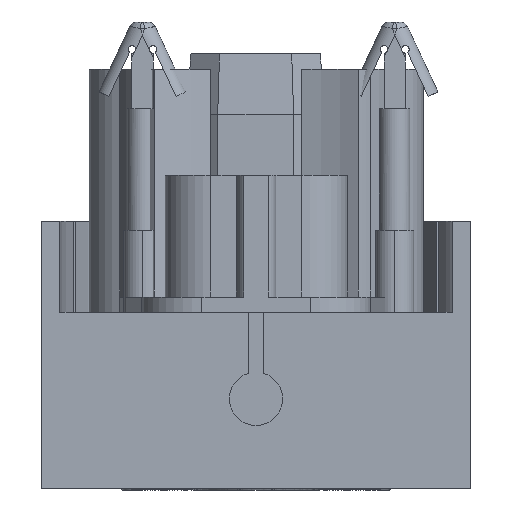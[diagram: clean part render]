
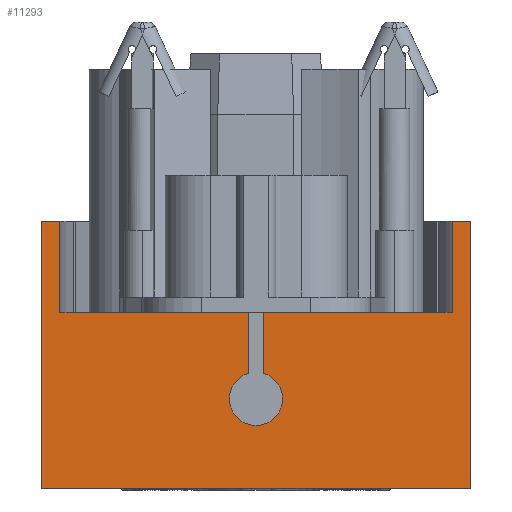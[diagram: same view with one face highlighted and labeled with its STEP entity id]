
A CAD part, front view. The second image highlights one B-rep face of the part: STEP entity #11293.
In plain terms, the highlighted planar face has unit normal (0, -1, 0).
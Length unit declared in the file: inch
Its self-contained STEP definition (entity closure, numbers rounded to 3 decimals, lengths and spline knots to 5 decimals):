
#58 = CARTESIAN_POINT ( 'NONE',  ( -0.55512, 0., 0.69291 ) ) ;
#171 = CARTESIAN_POINT ( 'NONE',  ( 0.55512, 0., 0.69291 ) ) ;
#184 = DIRECTION ( 'NONE',  ( 0., -1., 0. ) ) ;
#194 = DIRECTION ( 'NONE',  ( -1., 0., 0. ) ) ;
#339 = CARTESIAN_POINT ( 'NONE',  ( -0.50787, 0., 0.45669 ) ) ;
#711 = VERTEX_POINT ( 'NONE', #4415 ) ;
#757 = ORIENTED_EDGE ( 'NONE', *, *, #10080, .F. ) ;
#767 = LINE ( 'NONE', #10715, #8623 ) ;
#813 = VECTOR ( 'NONE', #1343, 39.37008 ) ;
#949 = VERTEX_POINT ( 'NONE', #9059 ) ;
#1123 = LINE ( 'NONE', #2295, #813 ) ;
#1179 = LINE ( 'NONE', #11347, #3555 ) ;
#1235 = EDGE_CURVE ( 'NONE', #7178, #711, #4485, .T. ) ;
#1242 = ORIENTED_EDGE ( 'NONE', *, *, #1235, .T. ) ;
#1271 = PLANE ( 'NONE',  #4763 ) ;
#1343 = DIRECTION ( 'NONE',  ( 0., 0., 1. ) ) ;
#1395 = DIRECTION ( 'NONE',  ( 0., 0., 1. ) ) ;
#1486 = LINE ( 'NONE', #2119, #5062 ) ;
#1593 = EDGE_CURVE ( 'NONE', #8437, #7178, #767, .T. ) ;
#1877 = VERTEX_POINT ( 'NONE', #3647 ) ;
#1882 = ORIENTED_EDGE ( 'NONE', *, *, #11358, .T. ) ;
#1883 = ORIENTED_EDGE ( 'NONE', *, *, #7401, .F. ) ;
#2063 = ORIENTED_EDGE ( 'NONE', *, *, #7960, .F. ) ;
#2119 = CARTESIAN_POINT ( 'NONE',  ( 0.01969, 0., 0.29831 ) ) ;
#2295 = CARTESIAN_POINT ( 'NONE',  ( 0.50787, 0., 0.45669 ) ) ;
#2343 = ORIENTED_EDGE ( 'NONE', *, *, #1593, .T. ) ;
#2964 = DIRECTION ( 'NONE',  ( 0., 0., 1. ) ) ;
#2966 = CARTESIAN_POINT ( 'NONE',  ( 0.50787, 0., 0.45669 ) ) ;
#3453 = CARTESIAN_POINT ( 'NONE',  ( 0., 0., 0.16339 ) ) ;
#3495 = VECTOR ( 'NONE', #8586, 39.37008 ) ;
#3555 = VECTOR ( 'NONE', #194, 39.37008 ) ;
#3571 = VECTOR ( 'NONE', #5337, 39.37008 ) ;
#3647 = CARTESIAN_POINT ( 'NONE',  ( 0.01969, 0., 0.45669 ) ) ;
#4023 = CARTESIAN_POINT ( 'NONE',  ( -0.50787, 0., 0.45669 ) ) ;
#4080 = VERTEX_POINT ( 'NONE', #11576 ) ;
#4110 = EDGE_CURVE ( 'NONE', #8794, #1877, #1486, .T. ) ;
#4281 = VERTEX_POINT ( 'NONE', #8723 ) ;
#4339 = EDGE_CURVE ( 'NONE', #9887, #949, #10207, .T. ) ;
#4415 = CARTESIAN_POINT ( 'NONE',  ( 0.55512, 0., 0.69291 ) ) ;
#4457 = EDGE_CURVE ( 'NONE', #6891, #5911, #6098, .T. ) ;
#4485 = LINE ( 'NONE', #171, #9198 ) ;
#4663 = DIRECTION ( 'NONE',  ( 0., -1., 0. ) ) ;
#4686 = ORIENTED_EDGE ( 'NONE', *, *, #7848, .F. ) ;
#4763 = AXIS2_PLACEMENT_3D ( 'NONE', #8963, #7078, #1395 ) ;
#4899 = VECTOR ( 'NONE', #9581, 39.37008 ) ;
#4951 = CARTESIAN_POINT ( 'NONE',  ( -0.01969, 0., 0.45669 ) ) ;
#4963 = CARTESIAN_POINT ( 'NONE',  ( -0.50787, 0., 0.45669 ) ) ;
#5000 = CARTESIAN_POINT ( 'NONE',  ( -0.55512, 0., 0. ) ) ;
#5062 = VECTOR ( 'NONE', #2964, 39.37008 ) ;
#5337 = DIRECTION ( 'NONE',  ( 0., 0., -1. ) ) ;
#5380 = CARTESIAN_POINT ( 'NONE',  ( -0.01969, 0., 0.45669 ) ) ;
#5429 = CARTESIAN_POINT ( 'NONE',  ( -0.50787, 0., 0.45669 ) ) ;
#5438 = LINE ( 'NONE', #8413, #11807 ) ;
#5592 = CARTESIAN_POINT ( 'NONE',  ( 0.55512, 0., 0. ) ) ;
#5641 = DIRECTION ( 'NONE',  ( 0., 0., -1. ) ) ;
#5911 = VERTEX_POINT ( 'NONE', #7712 ) ;
#6098 = LINE ( 'NONE', #5380, #3571 ) ;
#6218 = CIRCLE ( 'NONE', #6262, 0.0689 ) ;
#6262 = AXIS2_PLACEMENT_3D ( 'NONE', #9582, #184, #8602 ) ;
#6714 = CIRCLE ( 'NONE', #7038, 0.0689 ) ;
#6891 = VERTEX_POINT ( 'NONE', #4951 ) ;
#6966 = ORIENTED_EDGE ( 'NONE', *, *, #4110, .F. ) ;
#7038 = AXIS2_PLACEMENT_3D ( 'NONE', #10322, #4663, #5641 ) ;
#7078 = DIRECTION ( 'NONE',  ( 0., 1., 0. ) ) ;
#7178 = VERTEX_POINT ( 'NONE', #5592 ) ;
#7401 = EDGE_CURVE ( 'NONE', #1877, #7756, #11050, .T. ) ;
#7712 = CARTESIAN_POINT ( 'NONE',  ( -0.01969, 0., 0.29831 ) ) ;
#7741 = ORIENTED_EDGE ( 'NONE', *, *, #9615, .T. ) ;
#7756 = VERTEX_POINT ( 'NONE', #2966 ) ;
#7789 = VECTOR ( 'NONE', #12221, 39.37008 ) ;
#7848 = EDGE_CURVE ( 'NONE', #7756, #4080, #1123, .T. ) ;
#7960 = EDGE_CURVE ( 'NONE', #9887, #6891, #11036, .T. ) ;
#8036 = DIRECTION ( 'NONE',  ( 1., 0., 0. ) ) ;
#8413 = CARTESIAN_POINT ( 'NONE',  ( -0.55512, 0., 0. ) ) ;
#8437 = VERTEX_POINT ( 'NONE', #5000 ) ;
#8471 = CARTESIAN_POINT ( 'NONE',  ( 0.01969, 0., 0.29831 ) ) ;
#8586 = DIRECTION ( 'NONE',  ( 1., 0., 0. ) ) ;
#8602 = DIRECTION ( 'NONE',  ( 0., 0., -1. ) ) ;
#8623 = VECTOR ( 'NONE', #8036, 39.37008 ) ;
#8637 = ORIENTED_EDGE ( 'NONE', *, *, #4339, .T. ) ;
#8723 = CARTESIAN_POINT ( 'NONE',  ( -0.55512, 0., 0.69291 ) ) ;
#8780 = EDGE_CURVE ( 'NONE', #5911, #11705, #6714, .T. ) ;
#8794 = VERTEX_POINT ( 'NONE', #8471 ) ;
#8963 = CARTESIAN_POINT ( 'NONE',  ( 0., 0., 0. ) ) ;
#9059 = CARTESIAN_POINT ( 'NONE',  ( -0.50787, 0., 0.69291 ) ) ;
#9119 = VECTOR ( 'NONE', #11707, 39.37008 ) ;
#9198 = VECTOR ( 'NONE', #9522, 39.37008 ) ;
#9308 = DIRECTION ( 'NONE',  ( 0., 0., -1. ) ) ;
#9522 = DIRECTION ( 'NONE',  ( 0., 0., 1. ) ) ;
#9581 = DIRECTION ( 'NONE',  ( 0., 0., 1. ) ) ;
#9582 = CARTESIAN_POINT ( 'NONE',  ( 0., 0., 0.23228 ) ) ;
#9615 = EDGE_CURVE ( 'NONE', #711, #4080, #1179, .T. ) ;
#9777 = EDGE_LOOP ( 'NONE', ( #10586, #10787, #2063, #8637, #11041, #1882, #2343, #1242, #7741, #4686, #1883, #6966, #757 ) ) ;
#9887 = VERTEX_POINT ( 'NONE', #5429 ) ;
#10080 = EDGE_CURVE ( 'NONE', #11705, #8794, #6218, .T. ) ;
#10140 = LINE ( 'NONE', #58, #7789 ) ;
#10207 = LINE ( 'NONE', #4023, #4899 ) ;
#10322 = CARTESIAN_POINT ( 'NONE',  ( 0., 0., 0.23228 ) ) ;
#10586 = ORIENTED_EDGE ( 'NONE', *, *, #8780, .F. ) ;
#10715 = CARTESIAN_POINT ( 'NONE',  ( 0.55512, 0., 0. ) ) ;
#10771 = FACE_OUTER_BOUND ( 'NONE', #9777, .T. ) ;
#10787 = ORIENTED_EDGE ( 'NONE', *, *, #4457, .F. ) ;
#11036 = LINE ( 'NONE', #4963, #3495 ) ;
#11041 = ORIENTED_EDGE ( 'NONE', *, *, #11819, .T. ) ;
#11050 = LINE ( 'NONE', #339, #9119 ) ;
#11293 = ADVANCED_FACE ( 'NONE', ( #10771 ), #1271, .F. ) ;
#11347 = CARTESIAN_POINT ( 'NONE',  ( -0.55512, 0., 0.69291 ) ) ;
#11358 = EDGE_CURVE ( 'NONE', #4281, #8437, #5438, .T. ) ;
#11576 = CARTESIAN_POINT ( 'NONE',  ( 0.50787, 0., 0.69291 ) ) ;
#11705 = VERTEX_POINT ( 'NONE', #3453 ) ;
#11707 = DIRECTION ( 'NONE',  ( 1., 0., 0. ) ) ;
#11807 = VECTOR ( 'NONE', #9308, 39.37008 ) ;
#11819 = EDGE_CURVE ( 'NONE', #949, #4281, #10140, .T. ) ;
#12221 = DIRECTION ( 'NONE',  ( -1., 0., 0. ) ) ;
